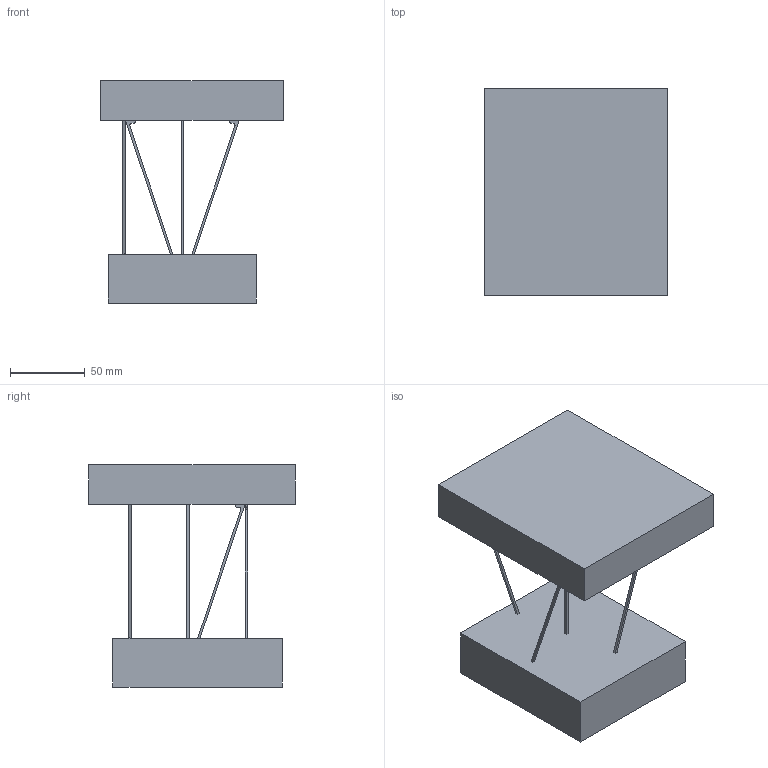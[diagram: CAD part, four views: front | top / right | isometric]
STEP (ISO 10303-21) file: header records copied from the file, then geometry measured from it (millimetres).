
FILE_DESCRIPTION(/* description */ (''),/* implementation_level */ '2;1');
FILE_NAME(/* name */ 'from paper scrue v6.step',/* time_stamp */ '2024-05-04T12:22:57+10:00',/* author */ (''),/* organization */ (''),/* preprocessor_version */ 'ST-DEVELOPER v20',/* originating_system */ 'Autodesk Translation Framework v12.20.1.177',/* authorisation */ '');
FILE_SCHEMA (('AUTOMOTIVE_DESIGN { 1 0 10303 214 3 1 1 }'));
Length unit declared in the file: millimetre
Products named in the file (5): from paper scrue; StraitFlex; zFlex; PartTop; PartBottom
Assembly tree (4 placements, depth 2):
  from paper scrue
    StraitFlex
    zFlex
    PartTop
    PartBottom
Bounding box: 122.15 x 137.8 x 148.38 mm (x, y, z)
Volume: 807461.4 mm3; surface area: 85870.1 mm2
Topology: 1 solids, 1 shells, 40 faces, 108 edges, 72 vertices
Faces by surface type: plane 31, bspline 9
Entity records: 1888 total; most frequent: CARTESIAN_POINT 826, ORIENTED_EDGE 216, DIRECTION 152, EDGE_CURVE 108, LINE 72, VECTOR 72, VERTEX_POINT 72, EDGE_LOOP 48
